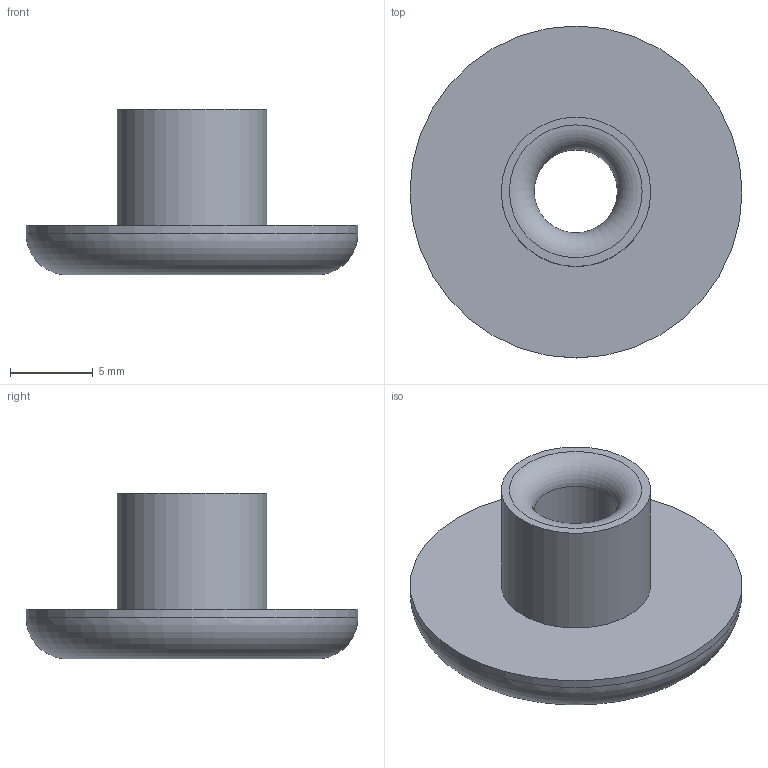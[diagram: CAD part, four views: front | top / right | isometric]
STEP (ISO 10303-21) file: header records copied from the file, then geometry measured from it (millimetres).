
FILE_DESCRIPTION(/* description */ (''),/* implementation_level */ '2;1');
FILE_NAME(/* name */ 'Lack Table Filament Grommet v1.step',/* time_stamp */ '2020-09-25T16:29:34+01:00',/* author */ (''),/* organization */ (''),/* preprocessor_version */ 'ST-DEVELOPER v18.1',/* originating_system */ 'Autodesk Translation Framework v9.3.0.1241',/* authorisation */ '');
FILE_SCHEMA (('AUTOMOTIVE_DESIGN { 1 0 10303 214 3 1 1 }'));
Length unit declared in the file: millimetre
Products named in the file (1): Lack Table Filament Grommet
Bounding box: 20 x 20 x 10 mm (x, y, z)
Volume: 981.4 mm3; surface area: 1030.6 mm2
Topology: 1 solids, 1 shells, 9 faces, 19 edges, 12 vertices
Faces by surface type: torus 3, cylinder 3, plane 3
Full cylindrical faces by diameter (mm): 5 x1, 9 x1, 20 x1
Entity records: 308 total; most frequent: CARTESIAN_POINT 68, DIRECTION 49, ORIENTED_EDGE 38, AXIS2_PLACEMENT_3D 23, EDGE_CURVE 19, CIRCLE 13, VERTEX_POINT 12, EDGE_LOOP 11
